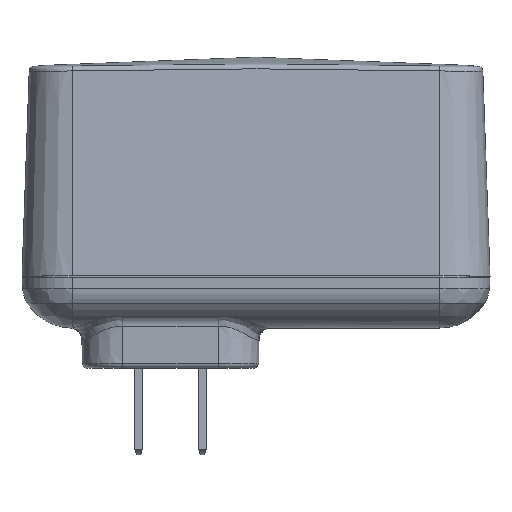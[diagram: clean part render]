
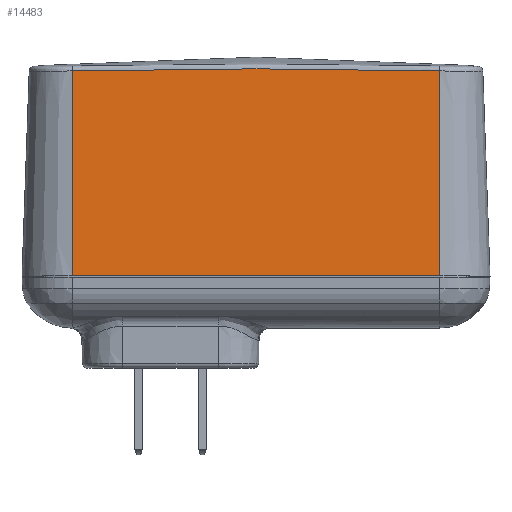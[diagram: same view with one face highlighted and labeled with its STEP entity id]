
A CAD part, top view. The second image highlights one B-rep face of the part: STEP entity #14483.
In plain terms, the highlighted planar face has unit normal (0, 0.035, 0.999).
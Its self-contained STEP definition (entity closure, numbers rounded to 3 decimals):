
#10307=CARTESIAN_POINT('',(36.5,40.557,15.084));
#10321=DIRECTION('',(0.,0.999,-0.035));
#10322=VECTOR('',#10321,40.782);
#10323=CARTESIAN_POINT('',(36.5,-0.2,
16.507));
#10324=LINE('',#10323,#10322);
#10325=CARTESIAN_POINT('',(-36.5,40.557,
15.084));
#10326=CARTESIAN_POINT('',(-34.419,40.6,
15.082));
#10327=CARTESIAN_POINT('',(-30.357,40.68,
15.079));
#10328=CARTESIAN_POINT('',(-24.337,40.782,
15.076));
#10329=CARTESIAN_POINT('',(-18.446,40.863,
15.073));
#10330=CARTESIAN_POINT('',(-12.582,40.922,
15.071));
#10331=CARTESIAN_POINT('',(-6.72,40.959,
15.07));
#10332=CARTESIAN_POINT('',(-0.854,40.973,
15.069));
#10333=CARTESIAN_POINT('',(5.01,40.965,15.069));
#10334=CARTESIAN_POINT('',(10.869,40.935,15.071));
#10335=CARTESIAN_POINT('',(16.794,40.882,15.072));
#10336=CARTESIAN_POINT('',(22.94,40.803,15.075));
#10337=CARTESIAN_POINT('',(29.531,40.695,15.079));
#10338=CARTESIAN_POINT('',(34.103,40.607,15.082));
#10339=CARTESIAN_POINT('',(36.5,40.557,15.084));
#10341=DIRECTION('',(-1.,0.,0.));
#10342=VECTOR('',#10341,73.);
#10343=CARTESIAN_POINT('',(36.5,-0.2,
16.507));
#10344=LINE('',#10343,#10342);
#10370=DIRECTION('',(0.,-0.999,0.035));
#10371=VECTOR('',#10370,40.782);
#10372=CARTESIAN_POINT('',(-36.5,40.557,
15.084));
#10373=LINE('',#10372,#10371);
#13504=CARTESIAN_POINT('',(-36.5,-0.2,16.507));
#13505=VERTEX_POINT('',#13504);
#13506=CARTESIAN_POINT('',(36.5,-0.2,
16.507));
#13507=VERTEX_POINT('',#13506);
#13534=VERTEX_POINT('',#10307);
#13535=VERTEX_POINT('',#10325);
#14470=CARTESIAN_POINT('',(-48.803,0.,16.5));
#14471=DIRECTION('',(0.,0.035,0.999));
#14472=DIRECTION('',(-1.,0.,0.));
#14473=AXIS2_PLACEMENT_3D('',#14470,#14471,#14472);
#14474=PLANE('',#14473);
#14476=ORIENTED_EDGE('',*,*,#14475,.T.);
#14477=ORIENTED_EDGE('',*,*,#14465,.F.);
#14478=ORIENTED_EDGE('',*,*,#14227,.T.);
#14480=ORIENTED_EDGE('',*,*,#14479,.F.);
#14481=EDGE_LOOP('',(#14476,#14477,#14478,#14480));
#14482=FACE_OUTER_BOUND('',#14481,.F.);
#14483=ADVANCED_FACE('',(#14482),#14474,.T.);
#10340=B_SPLINE_CURVE_WITH_KNOTS('',3,(#10325,#10326,#10327,#10328,#10329,
#10330,#10331,#10332,#10333,#10334,#10335,#10336,#10337,#10338,#10339),
.UNSPECIFIED.,.F.,.F.,(4,1,1,1,1,1,1,1,1,1,1,1,4),(0.,0.086,
0.167,0.247,0.328,0.408,
0.488,0.569,0.649,0.729,
0.812,0.901,1.),.UNSPECIFIED.);
#14227=EDGE_CURVE('',#13507,#13505,#10344,.T.);
#14465=EDGE_CURVE('',#13507,#13534,#10324,.T.);
#14475=EDGE_CURVE('',#13535,#13534,#10340,.T.);
#14479=EDGE_CURVE('',#13535,#13505,#10373,.T.);
